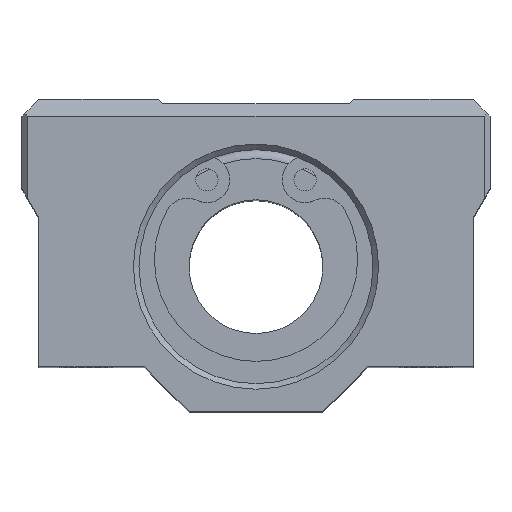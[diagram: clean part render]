
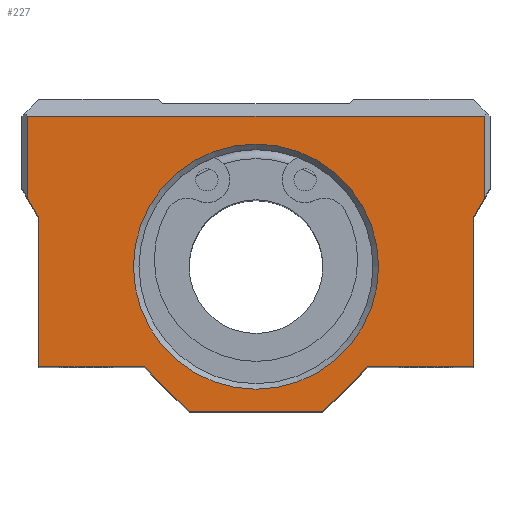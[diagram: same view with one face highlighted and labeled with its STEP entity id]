
A CAD part, top view. The second image highlights one B-rep face of the part: STEP entity #227.
In plain terms, the highlighted planar face has unit normal (0, 0, 1).
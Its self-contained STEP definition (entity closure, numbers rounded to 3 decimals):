
#227 = ADVANCED_FACE( '', ( #328, #329 ), #330, .T. );
#328 = FACE_OUTER_BOUND( '', #560, .T. );
#329 = FACE_BOUND( '', #561, .T. );
#330 = PLANE( '', #562 );
#560 = EDGE_LOOP( '', ( #855, #856, #857, #858, #859, #860, #861, #862, #863, #864, #865, #866 ) );
#561 = EDGE_LOOP( '', ( #867 ) );
#562 = AXIS2_PLACEMENT_3D( '', #868, #869, #870 );
#855 = ORIENTED_EDGE( '', *, *, #1383, .F. );
#856 = ORIENTED_EDGE( '', *, *, #1384, .T. );
#857 = ORIENTED_EDGE( '', *, *, #1385, .T. );
#858 = ORIENTED_EDGE( '', *, *, #1386, .T. );
#859 = ORIENTED_EDGE( '', *, *, #1387, .T. );
#860 = ORIENTED_EDGE( '', *, *, #1338, .T. );
#861 = ORIENTED_EDGE( '', *, *, #1388, .T. );
#862 = ORIENTED_EDGE( '', *, *, #1389, .T. );
#863 = ORIENTED_EDGE( '', *, *, #1390, .T. );
#864 = ORIENTED_EDGE( '', *, *, #1379, .T. );
#865 = ORIENTED_EDGE( '', *, *, #1382, .T. );
#866 = ORIENTED_EDGE( '', *, *, #1363, .T. );
#867 = ORIENTED_EDGE( '', *, *, #1391, .T. );
#868 = CARTESIAN_POINT( '', ( 0., 0., 53. ) );
#869 = DIRECTION( '', ( 0., 0., 1. ) );
#870 = DIRECTION( '', ( 1., 0., 0. ) );
#1338 = EDGE_CURVE( '', #1498, #1496, #1499, .T. );
#1363 = EDGE_CURVE( '', #1545, #1543, #1546, .T. );
#1379 = EDGE_CURVE( '', #1574, #1572, #1575, .T. );
#1382 = EDGE_CURVE( '', #1572, #1545, #1579, .T. );
#1383 = EDGE_CURVE( '', #1580, #1543, #1581, .T. );
#1384 = EDGE_CURVE( '', #1580, #1582, #1583, .T. );
#1385 = EDGE_CURVE( '', #1582, #1584, #1585, .T. );
#1386 = EDGE_CURVE( '', #1584, #1586, #1587, .T. );
#1387 = EDGE_CURVE( '', #1586, #1498, #1588, .T. );
#1388 = EDGE_CURVE( '', #1496, #1589, #1590, .T. );
#1389 = EDGE_CURVE( '', #1589, #1591, #1592, .T. );
#1390 = EDGE_CURVE( '', #1591, #1574, #1593, .T. );
#1391 = EDGE_CURVE( '', #1594, #1594, #1595, .T. );
#1496 = VERTEX_POINT( '', #1775 );
#1498 = VERTEX_POINT( '', #1778 );
#1499 = LINE( '', #1779, #1780 );
#1543 = VERTEX_POINT( '', #1845 );
#1545 = VERTEX_POINT( '', #1848 );
#1546 = LINE( '', #1849, #1850 );
#1572 = VERTEX_POINT( '', #1889 );
#1574 = VERTEX_POINT( '', #1892 );
#1575 = LINE( '', #1893, #1894 );
#1579 = LINE( '', #1899, #1900 );
#1580 = VERTEX_POINT( '', #1901 );
#1581 = LINE( '', #1902, #1903 );
#1582 = VERTEX_POINT( '', #1904 );
#1583 = LINE( '', #1905, #1906 );
#1584 = VERTEX_POINT( '', #1907 );
#1585 = LINE( '', #1908, #1909 );
#1586 = VERTEX_POINT( '', #1910 );
#1587 = LINE( '', #1911, #1912 );
#1588 = LINE( '', #1913, #1914 );
#1589 = VERTEX_POINT( '', #1915 );
#1590 = LINE( '', #1916, #1917 );
#1591 = VERTEX_POINT( '', #1918 );
#1592 = LINE( '', #1919, #1920 );
#1593 = LINE( '', #1921, #1922 );
#1594 = VERTEX_POINT( '', #1923 );
#1595 = CIRCLE( '', #1924, 11. );
#1775 = CARTESIAN_POINT( '', ( -10., -9., 53. ) );
#1778 = CARTESIAN_POINT( '', ( -19.5, -9., 53. ) );
#1779 = CARTESIAN_POINT( '', ( -19.5, -9., 53. ) );
#1780 = VECTOR( '', #2138, 1000. );
#1845 = CARTESIAN_POINT( '', ( 20.5, 6.134, 53. ) );
#1848 = CARTESIAN_POINT( '', ( 19.5, 4.402, 53. ) );
#1849 = CARTESIAN_POINT( '', ( 19.5, 4.402, 53. ) );
#1850 = VECTOR( '', #2167, 1000. );
#1889 = CARTESIAN_POINT( '', ( 19.5, -9., 53. ) );
#1892 = CARTESIAN_POINT( '', ( 10., -9., 53. ) );
#1893 = CARTESIAN_POINT( '', ( 10., -9., 53. ) );
#1894 = VECTOR( '', #2185, 1000. );
#1899 = CARTESIAN_POINT( '', ( 19.5, -9., 53. ) );
#1900 = VECTOR( '', #2190, 1000. );
#1901 = CARTESIAN_POINT( '', ( 20.5, 13.5, 53. ) );
#1902 = CARTESIAN_POINT( '', ( 20.5, 28., 53. ) );
#1903 = VECTOR( '', #2191, 1000. );
#1904 = CARTESIAN_POINT( '', ( -20.5, 13.5, 53. ) );
#1905 = CARTESIAN_POINT( '', ( 21., 13.5, 53. ) );
#1906 = VECTOR( '', #2192, 1000. );
#1907 = CARTESIAN_POINT( '', ( -20.5, 6.134, 53. ) );
#1908 = CARTESIAN_POINT( '', ( -20.5, 28., 53. ) );
#1909 = VECTOR( '', #2193, 1000. );
#1910 = CARTESIAN_POINT( '', ( -19.5, 4.402, 53. ) );
#1911 = CARTESIAN_POINT( '', ( -21., 7., 53. ) );
#1912 = VECTOR( '', #2194, 1000. );
#1913 = CARTESIAN_POINT( '', ( -19.5, 4.402, 53. ) );
#1914 = VECTOR( '', #2195, 1000. );
#1915 = CARTESIAN_POINT( '', ( -6., -13., 53. ) );
#1916 = CARTESIAN_POINT( '', ( -10., -9., 53. ) );
#1917 = VECTOR( '', #2196, 1000. );
#1918 = CARTESIAN_POINT( '', ( 6., -13., 53. ) );
#1919 = CARTESIAN_POINT( '', ( -6., -13., 53. ) );
#1920 = VECTOR( '', #2197, 1000. );
#1921 = CARTESIAN_POINT( '', ( 6., -13., 53. ) );
#1922 = VECTOR( '', #2198, 1000. );
#1923 = CARTESIAN_POINT( '', ( -11., 0., 53. ) );
#1924 = AXIS2_PLACEMENT_3D( '', #2199, #2200, #2201 );
#2138 = DIRECTION( '', ( 1., 0., 0. ) );
#2167 = DIRECTION( '', ( 0.5, 0.866, 0. ) );
#2185 = DIRECTION( '', ( 1., 0., 0. ) );
#2190 = DIRECTION( '', ( 0., 1., 0. ) );
#2191 = DIRECTION( '', ( 0., -1., 0. ) );
#2192 = DIRECTION( '', ( -1., 0., 0. ) );
#2193 = DIRECTION( '', ( 0., -1., 0. ) );
#2194 = DIRECTION( '', ( 0.5, -0.866, 0. ) );
#2195 = DIRECTION( '', ( 0., -1., 0. ) );
#2196 = DIRECTION( '', ( 0.707, -0.707, 0. ) );
#2197 = DIRECTION( '', ( 1., 0., 0. ) );
#2198 = DIRECTION( '', ( 0.707, 0.707, 0. ) );
#2199 = CARTESIAN_POINT( '', ( 0., 0., 53. ) );
#2200 = DIRECTION( '', ( 0., 0., -1. ) );
#2201 = DIRECTION( '', ( -1., 0., 0. ) );
